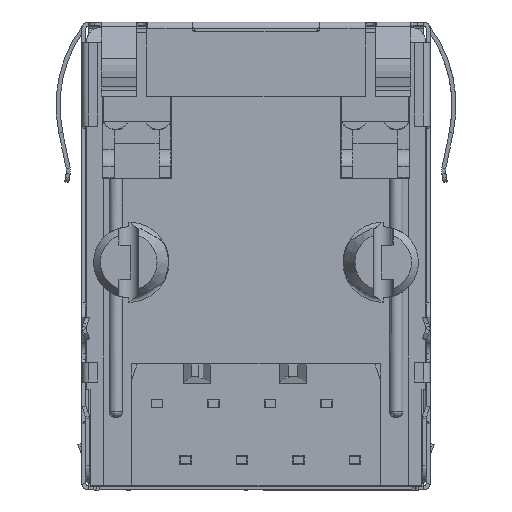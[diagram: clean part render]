
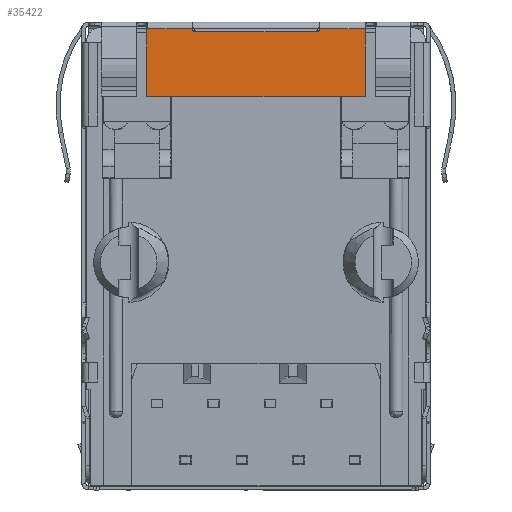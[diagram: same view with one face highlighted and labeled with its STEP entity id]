
A CAD part, front view. The second image highlights one B-rep face of the part: STEP entity #35422.
In plain terms, the highlighted planar face has unit normal (0, -1, 0).
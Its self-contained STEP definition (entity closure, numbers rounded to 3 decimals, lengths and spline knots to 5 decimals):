
#1366=CIRCLE('',#37435,0.005);
#1368=CIRCLE('',#37440,0.005);
#2492=B_SPLINE_CURVE_WITH_KNOTS('',1,(#57929,#57930),.UNSPECIFIED.,.F.,
 .F.,(2,2),(0.,1.),.UNSPECIFIED.);
#2494=B_SPLINE_CURVE_WITH_KNOTS('',1,(#57934,#57935),.UNSPECIFIED.,.F.,
 .F.,(2,2),(0.,1.),.UNSPECIFIED.);
#2498=B_SPLINE_CURVE_WITH_KNOTS('',1,(#57952,#57953),.UNSPECIFIED.,.F.,
 .F.,(2,2),(0.,1.),.UNSPECIFIED.);
#2502=B_SPLINE_CURVE_WITH_KNOTS('',3,(#57967,#57968,#57969,#57970),
 .UNSPECIFIED.,.F.,.F.,(4,4),(0.,1.),.UNSPECIFIED.);
#2503=B_SPLINE_CURVE_WITH_KNOTS('',1,(#57971,#57972),.UNSPECIFIED.,.F.,
 .F.,(2,2),(0.,1.),.UNSPECIFIED.);
#2504=B_SPLINE_CURVE_WITH_KNOTS('',3,(#57974,#57975,#57976,#57977),
 .UNSPECIFIED.,.F.,.F.,(4,4),(0.,1.),.UNSPECIFIED.);
#12034=ORIENTED_EDGE('',*,*,#17970,.T.);
#12035=ORIENTED_EDGE('',*,*,#17987,.F.);
#12036=ORIENTED_EDGE('',*,*,#17977,.T.);
#12037=ORIENTED_EDGE('',*,*,#17975,.T.);
#12038=ORIENTED_EDGE('',*,*,#17988,.F.);
#12039=ORIENTED_EDGE('',*,*,#17989,.F.);
#12040=ORIENTED_EDGE('',*,*,#17981,.T.);
#12041=ORIENTED_EDGE('',*,*,#17983,.F.);
#17970=EDGE_CURVE('',#22476,#22475,#1366,.T.);
#17975=EDGE_CURVE('',#22478,#22480,#2492,.T.);
#17977=EDGE_CURVE('',#22481,#22478,#2494,.T.);
#17981=EDGE_CURVE('',#22484,#22483,#1368,.T.);
#17983=EDGE_CURVE('',#22476,#22483,#2498,.T.);
#17987=EDGE_CURVE('',#22481,#22475,#2502,.T.);
#17988=EDGE_CURVE('',#22486,#22480,#2503,.T.);
#17989=EDGE_CURVE('',#22484,#22486,#2504,.T.);
#22475=VERTEX_POINT('',#57913);
#22476=VERTEX_POINT('',#57915);
#22478=VERTEX_POINT('',#57922);
#22480=VERTEX_POINT('',#57928);
#22481=VERTEX_POINT('',#57936);
#22483=VERTEX_POINT('',#57944);
#22484=VERTEX_POINT('',#57946);
#22486=VERTEX_POINT('',#57973);
#30732=EDGE_LOOP('',(#12034,#12035,#12036,#12037,#12038,#12039,#12040,#12041));
#32502=FACE_BOUND('',#30732,.T.);
#33877=PLANE('',#37443);
#35422=ADVANCED_FACE('',(#32502),#33877,.F.);
#37435=AXIS2_PLACEMENT_3D('',#57914,#43605,#43606);
#37440=AXIS2_PLACEMENT_3D('',#57945,#43615,#43616);
#37443=AXIS2_PLACEMENT_3D('',#57966,#43621,#43622);
#43605=DIRECTION('',(0.,1.,0.));
#43606=DIRECTION('',(0.,0.,1.));
#43615=DIRECTION('',(0.,1.,0.));
#43616=DIRECTION('',(0.,0.,1.));
#43621=DIRECTION('',(0.,1.,0.));
#43622=DIRECTION('',(1.,0.,0.));
#57913=CARTESIAN_POINT('',(-0.113,0.003,-0.002));
#57914=CARTESIAN_POINT('',(-0.108,0.003,-0.002));
#57915=CARTESIAN_POINT('',(-0.108,0.003,-0.007));
#57922=CARTESIAN_POINT('',(-0.193,0.003,-0.122));
#57928=CARTESIAN_POINT('',(0.193,0.003,-0.122));
#57929=CARTESIAN_POINT('',(-0.193,0.003,-0.122));
#57930=CARTESIAN_POINT('',(0.193,0.003,-0.122));
#57934=CARTESIAN_POINT('',(-0.193,0.003,-0.002));
#57935=CARTESIAN_POINT('',(-0.193,0.003,-0.122));
#57936=CARTESIAN_POINT('',(-0.193,0.003,-0.002));
#57944=CARTESIAN_POINT('',(0.108,0.003,-0.007));
#57945=CARTESIAN_POINT('',(0.108,0.003,-0.002));
#57946=CARTESIAN_POINT('',(0.113,0.003,-0.002));
#57952=CARTESIAN_POINT('',(-0.108,0.003,-0.007));
#57953=CARTESIAN_POINT('',(0.108,0.003,-0.007));
#57966=CARTESIAN_POINT('',(0.,0.003,-0.062));
#57967=CARTESIAN_POINT('',(-0.193,0.003,-0.002));
#57968=CARTESIAN_POINT('',(-0.16633,0.003,-0.002));
#57969=CARTESIAN_POINT('',(-0.13967,0.003,-0.002));
#57970=CARTESIAN_POINT('',(-0.113,0.003,-0.002));
#57971=CARTESIAN_POINT('',(0.193,0.003,-0.002));
#57972=CARTESIAN_POINT('',(0.193,0.003,-0.122));
#57973=CARTESIAN_POINT('',(0.193,0.003,-0.002));
#57974=CARTESIAN_POINT('',(0.113,0.003,-0.002));
#57975=CARTESIAN_POINT('',(0.13967,0.003,-0.002));
#57976=CARTESIAN_POINT('',(0.16633,0.003,-0.002));
#57977=CARTESIAN_POINT('',(0.193,0.003,-0.002));
